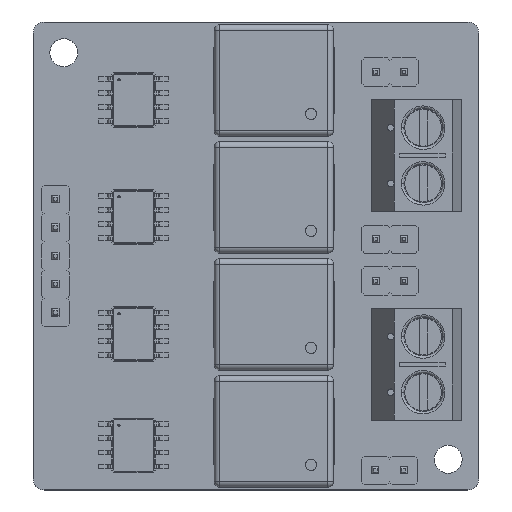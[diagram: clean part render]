
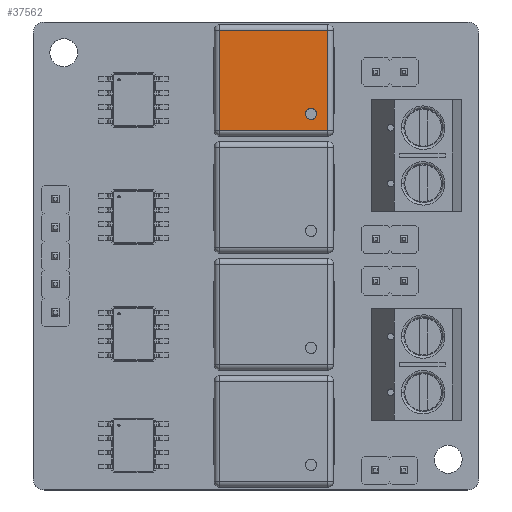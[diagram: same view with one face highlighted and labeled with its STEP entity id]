
A CAD part, top view. The second image highlights one B-rep face of the part: STEP entity #37562.
In plain terms, the highlighted planar face has unit normal (0, 0, 1).
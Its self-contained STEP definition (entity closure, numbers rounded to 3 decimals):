
#37562 = ADVANCED_FACE('',(#37563,#37682),#37577,.T.);
#37563 = FACE_BOUND('',#37564,.T.);
#37564 = EDGE_LOOP('',(#37565,#37600,#37628,#37656));
#37565 = ORIENTED_EDGE('',*,*,#37566,.T.);
#37566 = EDGE_CURVE('',#37567,#37569,#37571,.T.);
#37567 = VERTEX_POINT('',#37568);
#37568 = CARTESIAN_POINT('',(0.5,0.5,5.));
#37569 = VERTEX_POINT('',#37570);
#37570 = CARTESIAN_POINT('',(10.2,0.5,5.));
#37571 = SURFACE_CURVE('',#37572,(#37576,#37588),.PCURVE_S1.);
#37572 = LINE('',#37573,#37574);
#37573 = CARTESIAN_POINT('',(0.5,0.5,5.));
#37574 = VECTOR('',#37575,1.);
#37575 = DIRECTION('',(1.,0.,0.));
#37576 = PCURVE('',#37577,#37582);
#37577 = PLANE('',#37578);
#37578 = AXIS2_PLACEMENT_3D('',#37579,#37580,#37581);
#37579 = CARTESIAN_POINT('',(0.,0.,5.));
#37580 = DIRECTION('',(0.,0.,1.));
#37581 = DIRECTION('',(1.,0.,0.));
#37582 = DEFINITIONAL_REPRESENTATION('',(#37583),#37587);
#37583 = LINE('',#37584,#37585);
#37584 = CARTESIAN_POINT('',(0.5,0.5));
#37585 = VECTOR('',#37586,1.);
#37586 = DIRECTION('',(1.,0.));
#37587 = ( GEOMETRIC_REPRESENTATION_CONTEXT(2) 
PARAMETRIC_REPRESENTATION_CONTEXT() REPRESENTATION_CONTEXT('2D SPACE',''
  ) );
#37588 = PCURVE('',#37589,#37594);
#37589 = CYLINDRICAL_SURFACE('',#37590,0.5);
#37590 = AXIS2_PLACEMENT_3D('',#37591,#37592,#37593);
#37591 = CARTESIAN_POINT('',(-1.5,0.5,4.5));
#37592 = DIRECTION('',(1.,0.,0.));
#37593 = DIRECTION('',(0.,0.,1.));
#37594 = DEFINITIONAL_REPRESENTATION('',(#37595),#37599);
#37595 = LINE('',#37596,#37597);
#37596 = CARTESIAN_POINT('',(0.,2.));
#37597 = VECTOR('',#37598,1.);
#37598 = DIRECTION('',(0.,1.));
#37599 = ( GEOMETRIC_REPRESENTATION_CONTEXT(2) 
PARAMETRIC_REPRESENTATION_CONTEXT() REPRESENTATION_CONTEXT('2D SPACE',''
  ) );
#37600 = ORIENTED_EDGE('',*,*,#37601,.T.);
#37601 = EDGE_CURVE('',#37569,#37602,#37604,.T.);
#37602 = VERTEX_POINT('',#37603);
#37603 = CARTESIAN_POINT('',(10.2,9.5,5.));
#37604 = SURFACE_CURVE('',#37605,(#37609,#37616),.PCURVE_S1.);
#37605 = LINE('',#37606,#37607);
#37606 = CARTESIAN_POINT('',(10.2,0.5,5.));
#37607 = VECTOR('',#37608,1.);
#37608 = DIRECTION('',(0.,1.,0.));
#37609 = PCURVE('',#37577,#37610);
#37610 = DEFINITIONAL_REPRESENTATION('',(#37611),#37615);
#37611 = LINE('',#37612,#37613);
#37612 = CARTESIAN_POINT('',(10.2,0.5));
#37613 = VECTOR('',#37614,1.);
#37614 = DIRECTION('',(0.,1.));
#37615 = ( GEOMETRIC_REPRESENTATION_CONTEXT(2) 
PARAMETRIC_REPRESENTATION_CONTEXT() REPRESENTATION_CONTEXT('2D SPACE',''
  ) );
#37616 = PCURVE('',#37617,#37622);
#37617 = CYLINDRICAL_SURFACE('',#37618,0.5);
#37618 = AXIS2_PLACEMENT_3D('',#37619,#37620,#37621);
#37619 = CARTESIAN_POINT('',(10.2,-1.5,4.5));
#37620 = DIRECTION('',(0.,1.,0.));
#37621 = DIRECTION('',(0.,0.,1.));
#37622 = DEFINITIONAL_REPRESENTATION('',(#37623),#37627);
#37623 = LINE('',#37624,#37625);
#37624 = CARTESIAN_POINT('',(0.,2.));
#37625 = VECTOR('',#37626,1.);
#37626 = DIRECTION('',(0.,1.));
#37627 = ( GEOMETRIC_REPRESENTATION_CONTEXT(2) 
PARAMETRIC_REPRESENTATION_CONTEXT() REPRESENTATION_CONTEXT('2D SPACE',''
  ) );
#37628 = ORIENTED_EDGE('',*,*,#37629,.T.);
#37629 = EDGE_CURVE('',#37602,#37630,#37632,.T.);
#37630 = VERTEX_POINT('',#37631);
#37631 = CARTESIAN_POINT('',(0.5,9.5,5.));
#37632 = SURFACE_CURVE('',#37633,(#37637,#37644),.PCURVE_S1.);
#37633 = LINE('',#37634,#37635);
#37634 = CARTESIAN_POINT('',(10.2,9.5,5.));
#37635 = VECTOR('',#37636,1.);
#37636 = DIRECTION('',(-1.,0.,0.));
#37637 = PCURVE('',#37577,#37638);
#37638 = DEFINITIONAL_REPRESENTATION('',(#37639),#37643);
#37639 = LINE('',#37640,#37641);
#37640 = CARTESIAN_POINT('',(10.2,9.5));
#37641 = VECTOR('',#37642,1.);
#37642 = DIRECTION('',(-1.,0.));
#37643 = ( GEOMETRIC_REPRESENTATION_CONTEXT(2) 
PARAMETRIC_REPRESENTATION_CONTEXT() REPRESENTATION_CONTEXT('2D SPACE',''
  ) );
#37644 = PCURVE('',#37645,#37650);
#37645 = CYLINDRICAL_SURFACE('',#37646,0.5);
#37646 = AXIS2_PLACEMENT_3D('',#37647,#37648,#37649);
#37647 = CARTESIAN_POINT('',(12.2,9.5,4.5));
#37648 = DIRECTION('',(-1.,0.,0.));
#37649 = DIRECTION('',(0.,0.,1.));
#37650 = DEFINITIONAL_REPRESENTATION('',(#37651),#37655);
#37651 = LINE('',#37652,#37653);
#37652 = CARTESIAN_POINT('',(0.,2.));
#37653 = VECTOR('',#37654,1.);
#37654 = DIRECTION('',(0.,1.));
#37655 = ( GEOMETRIC_REPRESENTATION_CONTEXT(2) 
PARAMETRIC_REPRESENTATION_CONTEXT() REPRESENTATION_CONTEXT('2D SPACE',''
  ) );
#37656 = ORIENTED_EDGE('',*,*,#37657,.T.);
#37657 = EDGE_CURVE('',#37630,#37567,#37658,.T.);
#37658 = SURFACE_CURVE('',#37659,(#37663,#37670),.PCURVE_S1.);
#37659 = LINE('',#37660,#37661);
#37660 = CARTESIAN_POINT('',(0.5,9.5,5.));
#37661 = VECTOR('',#37662,1.);
#37662 = DIRECTION('',(0.,-1.,0.));
#37663 = PCURVE('',#37577,#37664);
#37664 = DEFINITIONAL_REPRESENTATION('',(#37665),#37669);
#37665 = LINE('',#37666,#37667);
#37666 = CARTESIAN_POINT('',(0.5,9.5));
#37667 = VECTOR('',#37668,1.);
#37668 = DIRECTION('',(0.,-1.));
#37669 = ( GEOMETRIC_REPRESENTATION_CONTEXT(2) 
PARAMETRIC_REPRESENTATION_CONTEXT() REPRESENTATION_CONTEXT('2D SPACE',''
  ) );
#37670 = PCURVE('',#37671,#37676);
#37671 = CYLINDRICAL_SURFACE('',#37672,0.5);
#37672 = AXIS2_PLACEMENT_3D('',#37673,#37674,#37675);
#37673 = CARTESIAN_POINT('',(0.5,11.5,4.5));
#37674 = DIRECTION('',(0.,-1.,0.));
#37675 = DIRECTION('',(0.,0.,1.));
#37676 = DEFINITIONAL_REPRESENTATION('',(#37677),#37681);
#37677 = LINE('',#37678,#37679);
#37678 = CARTESIAN_POINT('',(0.,2.));
#37679 = VECTOR('',#37680,1.);
#37680 = DIRECTION('',(0.,1.));
#37681 = ( GEOMETRIC_REPRESENTATION_CONTEXT(2) 
PARAMETRIC_REPRESENTATION_CONTEXT() REPRESENTATION_CONTEXT('2D SPACE',''
  ) );
#37682 = FACE_BOUND('',#37683,.T.);
#37683 = EDGE_LOOP('',(#37684));
#37684 = ORIENTED_EDGE('',*,*,#37685,.F.);
#37685 = EDGE_CURVE('',#37686,#37686,#37688,.T.);
#37686 = VERTEX_POINT('',#37687);
#37687 = CARTESIAN_POINT('',(9.2,2.,5.));
#37688 = SURFACE_CURVE('',#37689,(#37694,#37701),.PCURVE_S1.);
#37689 = CIRCLE('',#37690,0.5);
#37690 = AXIS2_PLACEMENT_3D('',#37691,#37692,#37693);
#37691 = CARTESIAN_POINT('',(8.7,2.,5.));
#37692 = DIRECTION('',(0.,0.,1.));
#37693 = DIRECTION('',(1.,0.,0.));
#37694 = PCURVE('',#37577,#37695);
#37695 = DEFINITIONAL_REPRESENTATION('',(#37696),#37700);
#37696 = CIRCLE('',#37697,0.5);
#37697 = AXIS2_PLACEMENT_2D('',#37698,#37699);
#37698 = CARTESIAN_POINT('',(8.7,2.));
#37699 = DIRECTION('',(1.,0.));
#37700 = ( GEOMETRIC_REPRESENTATION_CONTEXT(2) 
PARAMETRIC_REPRESENTATION_CONTEXT() REPRESENTATION_CONTEXT('2D SPACE',''
  ) );
#37701 = PCURVE('',#37702,#37707);
#37702 = CYLINDRICAL_SURFACE('',#37703,0.5);
#37703 = AXIS2_PLACEMENT_3D('',#37704,#37705,#37706);
#37704 = CARTESIAN_POINT('',(8.7,2.,4.9));
#37705 = DIRECTION('',(0.,0.,1.));
#37706 = DIRECTION('',(1.,0.,0.));
#37707 = DEFINITIONAL_REPRESENTATION('',(#37708),#37712);
#37708 = LINE('',#37709,#37710);
#37709 = CARTESIAN_POINT('',(0.,0.1));
#37710 = VECTOR('',#37711,1.);
#37711 = DIRECTION('',(1.,0.));
#37712 = ( GEOMETRIC_REPRESENTATION_CONTEXT(2) 
PARAMETRIC_REPRESENTATION_CONTEXT() REPRESENTATION_CONTEXT('2D SPACE',''
  ) );
